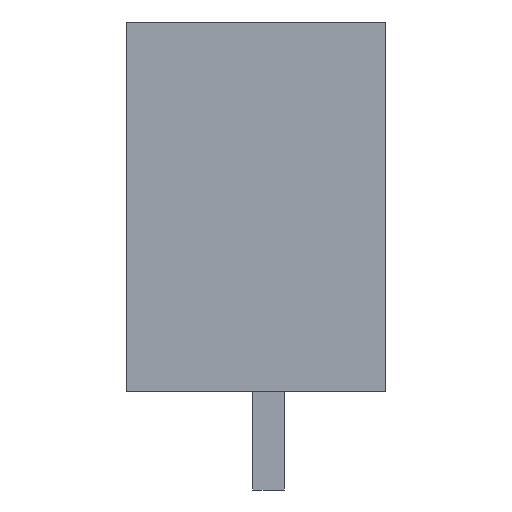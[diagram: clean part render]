
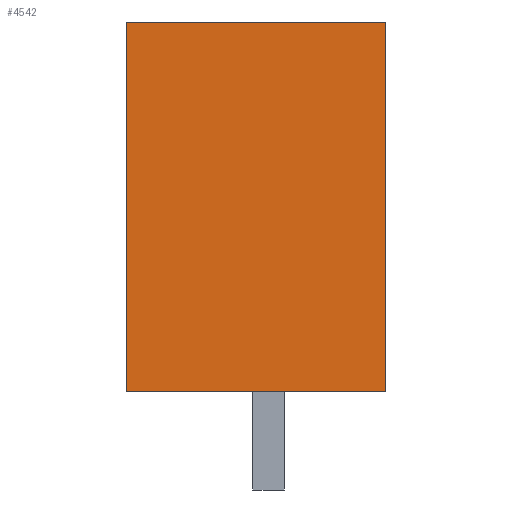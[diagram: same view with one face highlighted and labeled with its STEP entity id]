
A CAD part, left-side view. The second image highlights one B-rep face of the part: STEP entity #4542.
In plain terms, the highlighted planar face has unit normal (-1, 0, 0).
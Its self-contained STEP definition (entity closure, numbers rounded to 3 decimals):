
#4522=AXIS2_PLACEMENT_3D('Plane Axis2P3D',#4519,#4520,#4521) ;
#1311=CARTESIAN_POINT('Vertex',(0.,0.,3.2)) ;
#1314=CARTESIAN_POINT('Line Origine',(0.,4.215,3.2)) ;
#1318=CARTESIAN_POINT('Vertex',(0.,8.43,3.2)) ;
#4355=CARTESIAN_POINT('Line Origine',(0.,0.,9.2)) ;
#4359=CARTESIAN_POINT('Vertex',(0.,0.,15.2)) ;
#4519=CARTESIAN_POINT('Axis2P3D Location',(0.,8.43,15.2)) ;
#4524=CARTESIAN_POINT('Line Origine',(0.,4.215,15.2)) ;
#4528=CARTESIAN_POINT('Vertex',(0.,8.43,15.2)) ;
#4531=CARTESIAN_POINT('Line Origine',(0.,8.43,9.2)) ;
#1315=DIRECTION('Vector Direction',(0.,-1.,0.)) ;
#4356=DIRECTION('Vector Direction',(0.,0.,-1.)) ;
#4520=DIRECTION('Axis2P3D Direction',(-1.,0.,0.)) ;
#4521=DIRECTION('Axis2P3D XDirection',(0.,0.,1.)) ;
#4525=DIRECTION('Vector Direction',(0.,-1.,0.)) ;
#4532=DIRECTION('Vector Direction',(0.,0.,-1.)) ;
#1316=VECTOR('Line Direction',#1315,1.) ;
#4357=VECTOR('Line Direction',#4356,1.) ;
#4526=VECTOR('Line Direction',#4525,1.) ;
#4533=VECTOR('Line Direction',#4532,1.) ;
#4537=ORIENTED_EDGE('',*,*,#4530,.F.) ;
#4538=ORIENTED_EDGE('',*,*,#4535,.T.) ;
#4539=ORIENTED_EDGE('',*,*,#1320,.T.) ;
#4540=ORIENTED_EDGE('',*,*,#4361,.F.) ;
#4542=ADVANCED_FACE('HOUSING',(#4541),#4523,.T.) ;
#1320=EDGE_CURVE('',#1319,#1312,#1317,.T.) ;
#4361=EDGE_CURVE('',#4360,#1312,#4358,.T.) ;
#4530=EDGE_CURVE('',#4529,#4360,#4527,.T.) ;
#4535=EDGE_CURVE('',#4529,#1319,#4534,.T.) ;
#4536=EDGE_LOOP('',(#4537,#4538,#4539,#4540)) ;
#4541=FACE_OUTER_BOUND('',#4536,.T.) ;
#1317=LINE('Line',#1314,#1316) ;
#4358=LINE('Line',#4355,#4357) ;
#4527=LINE('Line',#4524,#4526) ;
#4534=LINE('Line',#4531,#4533) ;
#4523=PLANE('',#4522) ;
#1312=VERTEX_POINT('',#1311) ;
#1319=VERTEX_POINT('',#1318) ;
#4360=VERTEX_POINT('',#4359) ;
#4529=VERTEX_POINT('',#4528) ;
